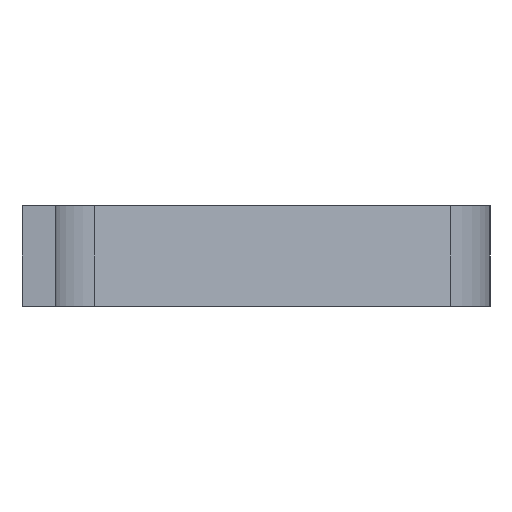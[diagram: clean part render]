
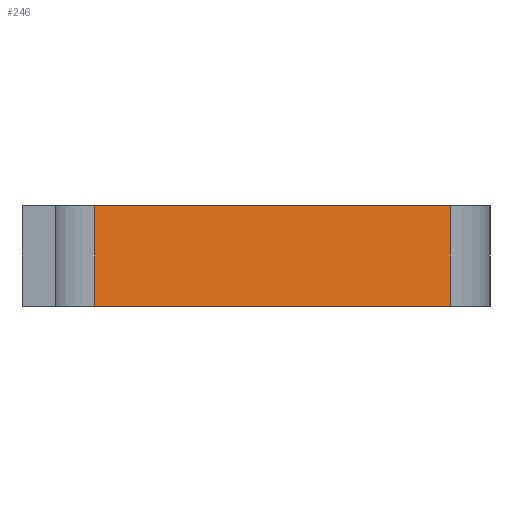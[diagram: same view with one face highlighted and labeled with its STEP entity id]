
A CAD part, front view. The second image highlights one B-rep face of the part: STEP entity #246.
In plain terms, the highlighted planar face has unit normal (0.61, -0.793, 0).
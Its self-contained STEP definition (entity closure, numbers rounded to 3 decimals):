
#7 = CARTESIAN_POINT ( 'NONE',  ( -54.146, -225.497, 0. ) ) ;
#69 = EDGE_CURVE ( 'NONE', #777, #291, #503, .T. ) ;
#91 = CARTESIAN_POINT ( 'NONE',  ( -0.854, -184.503, 15. ) ) ;
#226 = DIRECTION ( 'NONE',  ( 0., 0., 1. ) ) ;
#228 = FACE_OUTER_BOUND ( 'NONE', #686, .T. ) ;
#246 = ADVANCED_FACE ( 'NONE', ( #228 ), #422, .F. ) ;
#291 = VERTEX_POINT ( 'NONE', #446 ) ;
#316 = DIRECTION ( 'NONE',  ( -0.61, 0.793, 0. ) ) ;
#318 = VERTEX_POINT ( 'NONE', #1076 ) ;
#361 = CARTESIAN_POINT ( 'NONE',  ( -54.146, -225.497, 15. ) ) ;
#421 = CARTESIAN_POINT ( 'NONE',  ( -54.146, -225.497, 0. ) ) ;
#422 = PLANE ( 'NONE',  #845 ) ;
#446 = CARTESIAN_POINT ( 'NONE',  ( -0.854, -184.503, 0. ) ) ;
#449 = EDGE_CURVE ( 'NONE', #880, #318, #709, .T. ) ;
#503 = LINE ( 'NONE', #817, #904 ) ;
#529 = LINE ( 'NONE', #421, #569 ) ;
#569 = VECTOR ( 'NONE', #1208, 1000. ) ;
#602 = CARTESIAN_POINT ( 'NONE',  ( 5., -180., 15. ) ) ;
#622 = EDGE_CURVE ( 'NONE', #291, #318, #1046, .T. ) ;
#686 = EDGE_LOOP ( 'NONE', ( #915, #750, #1187, #860 ) ) ;
#709 = LINE ( 'NONE', #602, #1070 ) ;
#750 = ORIENTED_EDGE ( 'NONE', *, *, #622, .T. ) ;
#777 = VERTEX_POINT ( 'NONE', #7 ) ;
#817 = CARTESIAN_POINT ( 'NONE',  ( 5., -180., 0. ) ) ;
#825 = DIRECTION ( 'NONE',  ( 0.793, 0.61, 0. ) ) ;
#845 = AXIS2_PLACEMENT_3D ( 'NONE', #1041, #316, #924 ) ;
#860 = ORIENTED_EDGE ( 'NONE', *, *, #1100, .T. ) ;
#880 = VERTEX_POINT ( 'NONE', #361 ) ;
#895 = DIRECTION ( 'NONE',  ( 0.793, 0.61, 0. ) ) ;
#904 = VECTOR ( 'NONE', #895, 1000. ) ;
#915 = ORIENTED_EDGE ( 'NONE', *, *, #69, .T. ) ;
#924 = DIRECTION ( 'NONE',  ( -0.793, -0.61, 0. ) ) ;
#1041 = CARTESIAN_POINT ( 'NONE',  ( 5., -180., 15. ) ) ;
#1046 = LINE ( 'NONE', #91, #1092 ) ;
#1070 = VECTOR ( 'NONE', #825, 1000. ) ;
#1076 = CARTESIAN_POINT ( 'NONE',  ( -0.854, -184.503, 15. ) ) ;
#1092 = VECTOR ( 'NONE', #226, 1000. ) ;
#1100 = EDGE_CURVE ( 'NONE', #880, #777, #529, .T. ) ;
#1187 = ORIENTED_EDGE ( 'NONE', *, *, #449, .F. ) ;
#1208 = DIRECTION ( 'NONE',  ( 0., 0., -1. ) ) ;
